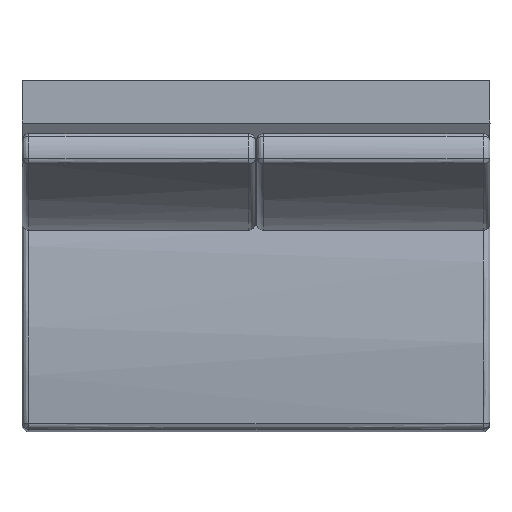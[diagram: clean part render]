
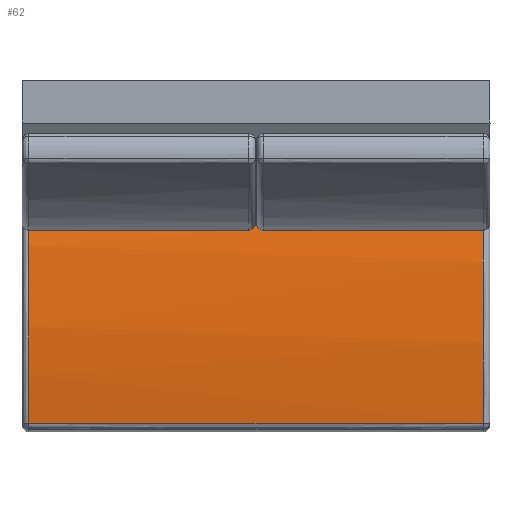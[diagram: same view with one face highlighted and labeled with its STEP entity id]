
A CAD part, top view. The second image highlights one B-rep face of the part: STEP entity #62.
In plain terms, the highlighted free-form (B-spline) face has degree [2, 1] with [3, 2] control points.
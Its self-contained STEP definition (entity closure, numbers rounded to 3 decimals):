
#62=ADVANCED_FACE($,(#166),#1055,.T.);
#166=FACE_OUTER_BOUND($,#270,.T.);
#270=EDGE_LOOP($,(#377,#378,#379,#380));
#377=ORIENTED_EDGE($,*,*,#761,.T.);
#378=ORIENTED_EDGE($,*,*,#763,.T.);
#379=ORIENTED_EDGE($,*,*,#764,.T.);
#380=ORIENTED_EDGE($,*,*,#762,.F.);
#761=EDGE_CURVE($,#954,#955,#1163,.T.);
#762=EDGE_CURVE($,#954,#956,#1164,.T.);
#763=EDGE_CURVE($,#955,#957,#1165,.T.);
#764=EDGE_CURVE($,#957,#956,#1166,.T.);
#954=VERTEX_POINT($,#2058);
#955=VERTEX_POINT($,#2059);
#956=VERTEX_POINT($,#2060);
#957=VERTEX_POINT($,#2061);
#1055=(
BOUNDED_SURFACE()
B_SPLINE_SURFACE(2,1,((#1658,#1659),(#1660,#1661),(#1662,#1663)),.UNSPECIFIED.,
.F.,.F.,.F.)
B_SPLINE_SURFACE_WITH_KNOTS((3,3),(2,2),(-1701.856,-960.17),
(20.,1339.624),.UNSPECIFIED.)
GEOMETRIC_REPRESENTATION_ITEM()
RATIONAL_B_SPLINE_SURFACE(((0.999,0.999),(0.978,
0.978),(0.999,0.999)))
REPRESENTATION_ITEM($)
SURFACE()
);
#1163=(
BOUNDED_CURVE()
B_SPLINE_CURVE(3,(#1451,#1452,#1453,#1454,#1455,#1456,#1457,#1458,#1459,
#1460,#1461),.UNSPECIFIED.,.F.,.F.)
B_SPLINE_CURVE_WITH_KNOTS((4,1,1,1,1,1,1,1,4),(13.347,94.168,
190.255,286.628,381.633,476.633,572.993,
669.059,756.824),.UNSPECIFIED.)
CURVE()
GEOMETRIC_REPRESENTATION_ITEM()
RATIONAL_B_SPLINE_CURVE((1.,1.,1.,1.,1.,1.,1.,1.,1.,1.,1.))
REPRESENTATION_ITEM($)
);
#1164=(
BOUNDED_CURVE()
B_SPLINE_CURVE(3,(#1462,#1463,#1464,#1465),.UNSPECIFIED.,.F.,.F.)
B_SPLINE_CURVE_WITH_KNOTS((4,4),(20.,1339.624),.UNSPECIFIED.)
CURVE()
GEOMETRIC_REPRESENTATION_ITEM()
RATIONAL_B_SPLINE_CURVE((1.,1.,1.,1.))
REPRESENTATION_ITEM($)
);
#1165=(
BOUNDED_CURVE()
B_SPLINE_CURVE(3,(#1466,#1467,#1468,#1469),.UNSPECIFIED.,.F.,.F.)
B_SPLINE_CURVE_WITH_KNOTS((4,4),(20.,1339.624),.UNSPECIFIED.)
CURVE()
GEOMETRIC_REPRESENTATION_ITEM()
RATIONAL_B_SPLINE_CURVE((1.,1.,1.,1.))
REPRESENTATION_ITEM($)
);
#1166=(
BOUNDED_CURVE()
B_SPLINE_CURVE(3,(#1470,#1471,#1472,#1473,#1474,#1475,#1476,#1477,#1478,
#1479,#1480),.UNSPECIFIED.,.F.,.F.)
B_SPLINE_CURVE_WITH_KNOTS((4,1,1,1,1,1,1,1,4),(12.333,94.107,
190.15,286.495,381.491,476.5,572.886,
668.995,755.811),.UNSPECIFIED.)
CURVE()
GEOMETRIC_REPRESENTATION_ITEM()
RATIONAL_B_SPLINE_CURVE((1.,1.,1.,1.,1.,1.,1.,1.,1.,1.,1.))
REPRESENTATION_ITEM($)
);
#1451=CARTESIAN_POINT($,(5552.525,-20898.994,326.938));
#1452=CARTESIAN_POINT($,(5552.525,-20872.021,330.721));
#1453=CARTESIAN_POINT($,(5552.525,-20812.797,337.69));
#1454=CARTESIAN_POINT($,(5552.525,-20720.885,343.992));
#1455=CARTESIAN_POINT($,(5552.525,-20623.987,345.499));
#1456=CARTESIAN_POINT($,(5552.525,-20527.511,341.922));
#1457=CARTESIAN_POINT($,(5552.525,-20431.358,333.312));
#1458=CARTESIAN_POINT($,(5552.525,-20335.435,319.604));
#1459=CARTESIAN_POINT($,(5552.525,-20242.765,301.31));
#1460=CARTESIAN_POINT($,(5552.525,-20182.653,286.246));
#1461=CARTESIAN_POINT($,(5552.525,-20154.145,278.364));
#1462=CARTESIAN_POINT($,(5552.525,-20898.994,326.938));
#1463=CARTESIAN_POINT($,(5112.65,-20898.994,326.938));
#1464=CARTESIAN_POINT($,(4672.775,-20898.994,326.938));
#1465=CARTESIAN_POINT($,(4232.901,-20898.994,326.938));
#1466=CARTESIAN_POINT($,(5552.525,-20154.145,278.364));
#1467=CARTESIAN_POINT($,(5112.65,-20154.145,278.364));
#1468=CARTESIAN_POINT($,(4672.775,-20154.145,278.364));
#1469=CARTESIAN_POINT($,(4232.901,-20154.145,278.364));
#1470=CARTESIAN_POINT($,(4232.901,-20154.145,278.364));
#1471=CARTESIAN_POINT($,(4232.901,-20180.707,285.708));
#1472=CARTESIAN_POINT($,(4232.901,-20238.826,300.374));
#1473=CARTESIAN_POINT($,(4232.901,-20329.442,318.575));
#1474=CARTESIAN_POINT($,(4232.901,-20425.305,332.598));
#1475=CARTESIAN_POINT($,(4232.901,-20521.424,341.527));
#1476=CARTESIAN_POINT($,(4232.901,-20617.892,345.424));
#1477=CARTESIAN_POINT($,(4232.901,-20714.807,344.238));
#1478=CARTESIAN_POINT($,(4232.901,-20808.768,338.106));
#1479=CARTESIAN_POINT($,(4232.901,-20870.021,331.002));
#1480=CARTESIAN_POINT($,(4232.901,-20898.994,326.938));
#1658=CARTESIAN_POINT($,(4232.901,-20154.145,278.364));
#1659=CARTESIAN_POINT($,(5552.525,-20154.145,278.364));
#1660=CARTESIAN_POINT($,(4232.901,-20521.398,379.903));
#1661=CARTESIAN_POINT($,(5552.525,-20521.398,379.903));
#1662=CARTESIAN_POINT($,(4232.901,-20898.994,326.938));
#1663=CARTESIAN_POINT($,(5552.525,-20898.994,326.938));
#2058=CARTESIAN_POINT($,(5552.525,-20898.994,326.938));
#2059=CARTESIAN_POINT($,(5552.525,-20154.145,278.364));
#2060=CARTESIAN_POINT($,(4232.901,-20898.994,326.938));
#2061=CARTESIAN_POINT($,(4232.901,-20154.145,278.364));
